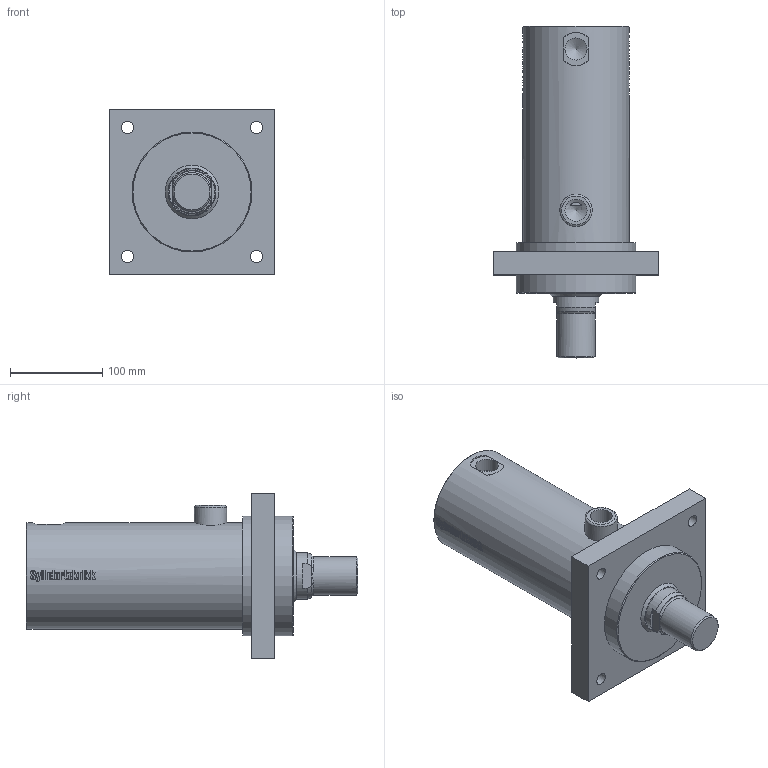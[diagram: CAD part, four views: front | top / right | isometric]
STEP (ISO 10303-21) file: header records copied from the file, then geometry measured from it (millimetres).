
FILE_DESCRIPTION((''),'2;1');
FILE_NAME('DVGF100_50.stp','2010-04-15T09:54:09',('tribel'),(''),'Autodesk Inventor 2009','Autodesk Inventor 2009','');
FILE_SCHEMA(('AUTOMOTIVE_DESIGN { 1 0 10303 214 1 1 1 1 }'));
Length unit declared in the file: millimetre
Products named in the file (4): DVGF100_50; DVGF100_50_body; DVGF100_50_stang; DVGF100_50_Parameters
Assembly tree (3 placements, depth 2):
  DVGF100_50
    DVGF100_50_body
    DVGF100_50_stang
    DVGF100_50_Parameters
Bounding box: 180 x 360 x 180 mm (x, y, z)
Volume: 3151260.3 mm3; surface area: 327277.9 mm2
Topology: 2 solids, 3 shells, 477 faces, 1282 edges, 851 vertices
Faces by surface type: plane 260, bspline 156, cylinder 51, cone 6, torus 3, sphere 1
Full cylindrical faces by diameter (mm): 35 x1, 42 x1, 50 x2, 100 x2, 115 x1, 130 x2
Entity records: 44831 total; most frequent: CARTESIAN_POINT 34223, ORIENTED_EDGE 2462, DIRECTION 1572, EDGE_CURVE 1233, VERTEX_POINT 834, EDGE_LOOP 560, AXIS2_PLACEMENT_3D 529, VECTOR 514
